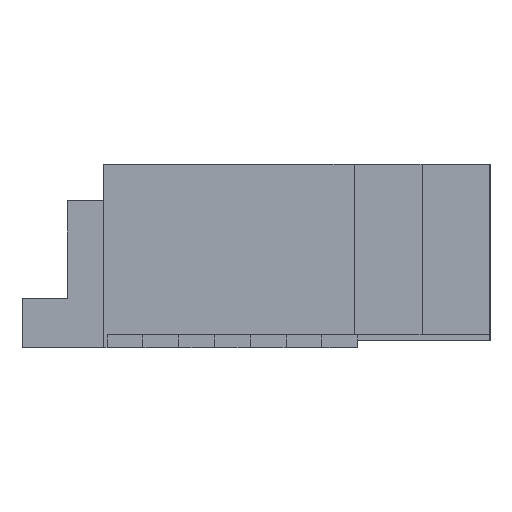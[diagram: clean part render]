
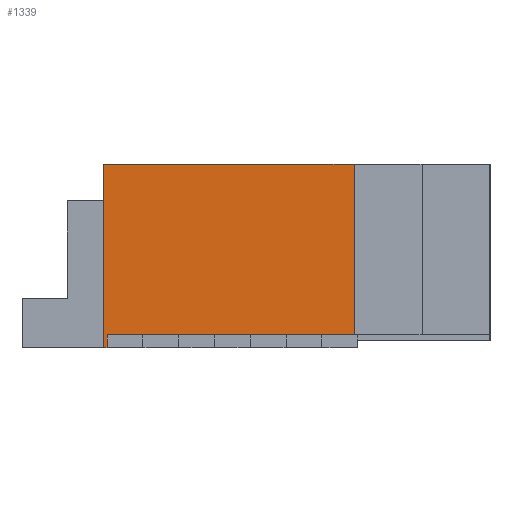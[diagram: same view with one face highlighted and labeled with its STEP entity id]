
A CAD part, left-side view. The second image highlights one B-rep face of the part: STEP entity #1339.
In plain terms, the highlighted planar face has unit normal (-1, 0, 0).
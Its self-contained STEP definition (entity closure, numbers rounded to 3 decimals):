
#40 = VERTEX_POINT('',#41);
#41 = CARTESIAN_POINT('',(-9.435,0.8,2.56));
#47 = EDGE_CURVE('',#48,#40,#50,.T.);
#48 = VERTEX_POINT('',#49);
#49 = CARTESIAN_POINT('',(-9.435,0.8,0.));
#50 = LINE('',#51,#52);
#51 = CARTESIAN_POINT('',(-9.435,0.8,0.));
#52 = VECTOR('',#53,1.);
#53 = DIRECTION('',(0.,0.,1.));
#613 = VERTEX_POINT('',#614);
#614 = CARTESIAN_POINT('',(-9.435,0.75,0.));
#620 = EDGE_CURVE('',#48,#613,#621,.T.);
#621 = LINE('',#622,#623);
#622 = CARTESIAN_POINT('',(-9.435,0.8,0.));
#623 = VECTOR('',#624,1.);
#624 = DIRECTION('',(0.,-1.,0.));
#1339 = ADVANCED_FACE('',(#1340),#1374,.F.);
#1340 = FACE_BOUND('',#1341,.F.);
#1341 = EDGE_LOOP('',(#1342,#1343,#1344,#1352,#1360,#1368));
#1342 = ORIENTED_EDGE('',*,*,#620,.F.);
#1343 = ORIENTED_EDGE('',*,*,#47,.T.);
#1344 = ORIENTED_EDGE('',*,*,#1345,.T.);
#1345 = EDGE_CURVE('',#40,#1346,#1348,.T.);
#1346 = VERTEX_POINT('',#1347);
#1347 = CARTESIAN_POINT('',(-9.435,-2.7,2.56));
#1348 = LINE('',#1349,#1350);
#1349 = CARTESIAN_POINT('',(-9.435,0.8,2.56));
#1350 = VECTOR('',#1351,1.);
#1351 = DIRECTION('',(0.,-1.,0.));
#1352 = ORIENTED_EDGE('',*,*,#1353,.F.);
#1353 = EDGE_CURVE('',#1354,#1346,#1356,.T.);
#1354 = VERTEX_POINT('',#1355);
#1355 = CARTESIAN_POINT('',(-9.435,-2.7,0.18));
#1356 = LINE('',#1357,#1358);
#1357 = CARTESIAN_POINT('',(-9.435,-2.7,0.));
#1358 = VECTOR('',#1359,1.);
#1359 = DIRECTION('',(0.,0.,1.));
#1360 = ORIENTED_EDGE('',*,*,#1361,.F.);
#1361 = EDGE_CURVE('',#1362,#1354,#1364,.T.);
#1362 = VERTEX_POINT('',#1363);
#1363 = CARTESIAN_POINT('',(-9.435,0.75,0.18));
#1364 = LINE('',#1365,#1366);
#1365 = CARTESIAN_POINT('',(-9.435,-0.1,0.18));
#1366 = VECTOR('',#1367,1.);
#1367 = DIRECTION('',(0.,-1.,0.));
#1368 = ORIENTED_EDGE('',*,*,#1369,.T.);
#1369 = EDGE_CURVE('',#1362,#613,#1370,.T.);
#1370 = LINE('',#1371,#1372);
#1371 = CARTESIAN_POINT('',(-9.435,0.75,0.));
#1372 = VECTOR('',#1373,1.);
#1373 = DIRECTION('',(-0.,0.,-1.));
#1374 = PLANE('',#1375);
#1375 = AXIS2_PLACEMENT_3D('',#1376,#1377,#1378);
#1376 = CARTESIAN_POINT('',(-9.435,0.8,0.));
#1377 = DIRECTION('',(1.,0.,0.));
#1378 = DIRECTION('',(0.,-1.,0.));
